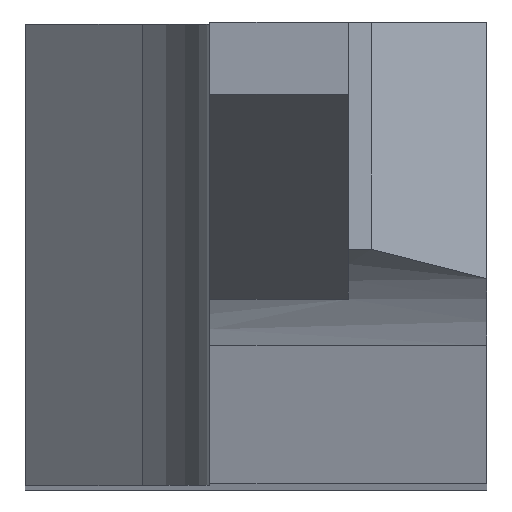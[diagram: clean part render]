
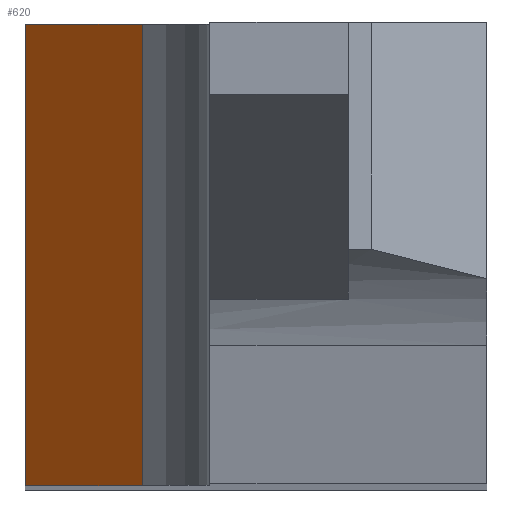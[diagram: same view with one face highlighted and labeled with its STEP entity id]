
A CAD part, top view. The second image highlights one B-rep face of the part: STEP entity #620.
In plain terms, the highlighted planar face has unit normal (-0.707, 0, 0.707).
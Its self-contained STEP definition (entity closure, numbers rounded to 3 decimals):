
#13 = DIRECTION ( 'NONE',  ( 0.707, 0., 0.707 ) ) ;
#209 = CARTESIAN_POINT ( 'NONE',  ( -7.464, 111.55, -24.536 ) ) ;
#304 = DIRECTION ( 'NONE',  ( -0.707, 0., -0.707 ) ) ;
#418 = LINE ( 'NONE', #209, #1439 ) ;
#421 = FACE_OUTER_BOUND ( 'NONE', #463, .T. ) ;
#442 = CARTESIAN_POINT ( 'NONE',  ( -31.464, 10., -48.536 ) ) ;
#463 = EDGE_LOOP ( 'NONE', ( #1313, #1137, #929, #1239 ) ) ;
#506 = EDGE_CURVE ( 'Defeature ausgef�hrt2_8+Defeature ausgef�hrt2_7+Defeature ausgef�hrt2_1+Defeature ausgef�hrt2_2', #760, #1273, #418, .T. ) ;
#534 = CARTESIAN_POINT ( 'NONE',  ( -10., 111.55, -27.071 ) ) ;
#546 = CARTESIAN_POINT ( 'NONE',  ( -7.464, 0., -24.536 ) ) ;
#564 = LINE ( 'NONE', #442, #1154 ) ;
#566 = CARTESIAN_POINT ( 'NONE',  ( -10., 111.55, -27.071 ) ) ;
#613 = CARTESIAN_POINT ( 'NONE',  ( -10., 0., -27.071 ) ) ;
#620 = ADVANCED_FACE ( 'Defeature ausgef�hrt2_7', ( #421 ), #1323, .T. ) ;
#709 = CARTESIAN_POINT ( 'NONE',  ( -7.464, 10., -24.536 ) ) ;
#738 = DIRECTION ( 'NONE',  ( -0.707, 0., -0.707 ) ) ;
#751 = LINE ( 'NONE', #566, #1349 ) ;
#760 = VERTEX_POINT ( 'NONE', #709 ) ;
#775 = DIRECTION ( 'NONE',  ( 0., -1., 0. ) ) ;
#818 = LINE ( 'NONE', #1357, #1419 ) ;
#929 = ORIENTED_EDGE ( 'NONE', *, *, #1304, .T. ) ;
#971 = AXIS2_PLACEMENT_3D ( 'NONE', #534, #1076, #304 ) ;
#984 = VERTEX_POINT ( 'NONE', #613 ) ;
#1076 = DIRECTION ( 'NONE',  ( -0.707, 0., 0.707 ) ) ;
#1137 = ORIENTED_EDGE ( 'NONE', *, *, #1326, .T. ) ;
#1154 = VECTOR ( 'NONE', #738, 1000. ) ;
#1193 = CARTESIAN_POINT ( 'NONE',  ( -10., 10., -27.071 ) ) ;
#1239 = ORIENTED_EDGE ( 'NONE', *, *, #506, .F. ) ;
#1273 = VERTEX_POINT ( 'NONE', #546 ) ;
#1304 = EDGE_CURVE ( 'Defeature ausgef�hrt2_7+Defeature ausgef�hrt2_2+Defeature ausgef�hrt2_5+Defeature ausgef�hrt2_8', #984, #1273, #818, .T. ) ;
#1313 = ORIENTED_EDGE ( 'NONE', *, *, #1417, .T. ) ;
#1323 = PLANE ( 'NONE',  #971 ) ;
#1326 = EDGE_CURVE ( 'Defeature ausgef�hrt2_7+Defeature ausgef�hrt2_5+Defeature ausgef�hrt2_1+Defeature ausgef�hrt2_2', #1363, #984, #751, .T. ) ;
#1343 = DIRECTION ( 'NONE',  ( 0., -1., 0. ) ) ;
#1349 = VECTOR ( 'NONE', #1343, 1000. ) ;
#1357 = CARTESIAN_POINT ( 'NONE',  ( -31.464, 0., -48.536 ) ) ;
#1363 = VERTEX_POINT ( 'NONE', #1193 ) ;
#1417 = EDGE_CURVE ( 'Defeature ausgef�hrt2_7+Defeature ausgef�hrt2_1+Defeature ausgef�hrt2_8+Defeature ausgef�hrt2_5', #760, #1363, #564, .T. ) ;
#1419 = VECTOR ( 'NONE', #13, 1000. ) ;
#1439 = VECTOR ( 'NONE', #775, 1000. ) ;
